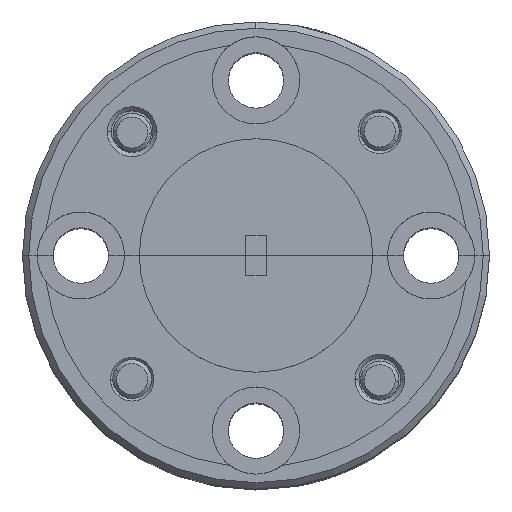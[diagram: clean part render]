
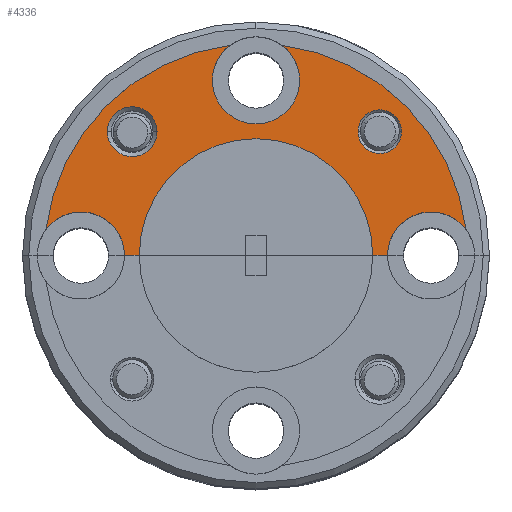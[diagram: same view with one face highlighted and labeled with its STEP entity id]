
A CAD part, top view. The second image highlights one B-rep face of the part: STEP entity #4336.
In plain terms, the highlighted planar face has unit normal (0, 0, 1).
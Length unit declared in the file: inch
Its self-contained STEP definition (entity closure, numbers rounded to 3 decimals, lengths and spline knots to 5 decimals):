
#96 = EDGE_CURVE ( 'NONE', #8818, #4621, #6963, .T. ) ;
#368 = AXIS2_PLACEMENT_3D ( 'NONE', #11986, #14181, #12913 ) ;
#374 = CIRCLE ( 'NONE', #8370, 0.035 ) ;
#512 = CARTESIAN_POINT ( 'NONE',  ( 0.19887, 0.19887, -0.02 ) ) ;
#591 = DIRECTION ( 'NONE',  ( 0., 0., 1. ) ) ;
#751 = DIRECTION ( 'NONE',  ( 0., 0., 1. ) ) ;
#796 = AXIS2_PLACEMENT_3D ( 'NONE', #12794, #9547, #1894 ) ;
#871 = VERTEX_POINT ( 'NONE', #1483 ) ;
#1195 = PLANE ( 'NONE',  #6776 ) ;
#1286 = EDGE_CURVE ( 'NONE', #3038, #11634, #374, .T. ) ;
#1311 = ORIENTED_EDGE ( 'NONE', *, *, #6991, .F. ) ;
#1324 = EDGE_CURVE ( 'NONE', #11777, #5405, #5855, .T. ) ;
#1483 = CARTESIAN_POINT ( 'NONE',  ( -0.15887, 0.19887, -0.02 ) ) ;
#1556 = ORIENTED_EDGE ( 'NONE', *, *, #96, .F. ) ;
#1612 = ORIENTED_EDGE ( 'NONE', *, *, #3715, .F. ) ;
#1635 = CIRCLE ( 'NONE', #13308, 0.1875 ) ;
#1676 = CARTESIAN_POINT ( 'NONE',  ( 0.23387, 0.19887, -0.02 ) ) ;
#1886 = ORIENTED_EDGE ( 'NONE', *, *, #4640, .F. ) ;
#1894 = DIRECTION ( 'NONE',  ( 1., 0., 0. ) ) ;
#2000 = CARTESIAN_POINT ( 'NONE',  ( -0.375, 0., -0.02 ) ) ;
#2252 = ORIENTED_EDGE ( 'NONE', *, *, #11838, .F. ) ;
#2590 = VECTOR ( 'NONE', #10946, 39.37008 ) ;
#2598 = ORIENTED_EDGE ( 'NONE', *, *, #7732, .T. ) ;
#2611 = VECTOR ( 'NONE', #8879, 39.37008 ) ;
#2864 = CARTESIAN_POINT ( 'NONE',  ( 0.16387, 0.19887, -0.02 ) ) ;
#2917 = CARTESIAN_POINT ( 'NONE',  ( 0.1875, 0., -0.02 ) ) ;
#3038 = VERTEX_POINT ( 'NONE', #2864 ) ;
#3196 = DIRECTION ( 'NONE',  ( 1., 0., 0. ) ) ;
#3328 = ORIENTED_EDGE ( 'NONE', *, *, #13447, .T. ) ;
#3652 = VERTEX_POINT ( 'NONE', #2917 ) ;
#3715 = EDGE_CURVE ( 'NONE', #3652, #7771, #1635, .T. ) ;
#3881 = EDGE_LOOP ( 'NONE', ( #7439, #1311 ) ) ;
#4059 = DIRECTION ( 'NONE',  ( 1., 0., 0. ) ) ;
#4061 = CARTESIAN_POINT ( 'NONE',  ( 0.33743, 0.04177, -0.02 ) ) ;
#4077 = EDGE_CURVE ( 'NONE', #871, #9817, #5614, .T. ) ;
#4333 = CARTESIAN_POINT ( 'NONE',  ( -0.23887, 0.19887, -0.02 ) ) ;
#4336 = ADVANCED_FACE ( 'NONE', ( #7064, #4934, #13674 ), #1195, .T. ) ;
#4363 = DIRECTION ( 'NONE',  ( 1., 0., 0. ) ) ;
#4433 = CARTESIAN_POINT ( 'NONE',  ( -0.1875, 0., -0.02 ) ) ;
#4621 = VERTEX_POINT ( 'NONE', #8340 ) ;
#4640 = EDGE_CURVE ( 'NONE', #12858, #9829, #11686, .T. ) ;
#4745 = CARTESIAN_POINT ( 'NONE',  ( 0., 0.28125, -0.02 ) ) ;
#4746 = DIRECTION ( 'NONE',  ( 0., 0., 1. ) ) ;
#4783 = CARTESIAN_POINT ( 'NONE',  ( 0.19887, 0.19887, -0.02 ) ) ;
#4934 = FACE_BOUND ( 'NONE', #10719, .T. ) ;
#4979 = CARTESIAN_POINT ( 'NONE',  ( -0.19887, 0.19887, -0.02 ) ) ;
#5117 = AXIS2_PLACEMENT_3D ( 'NONE', #10185, #5795, #10323 ) ;
#5296 = CARTESIAN_POINT ( 'NONE',  ( 0.07, 0.28125, -0.02 ) ) ;
#5369 = CIRCLE ( 'NONE', #13838, 0.035 ) ;
#5405 = VERTEX_POINT ( 'NONE', #9236 ) ;
#5466 = CARTESIAN_POINT ( 'NONE',  ( -0.07, 0.28125, -0.02 ) ) ;
#5614 = CIRCLE ( 'NONE', #368, 0.04 ) ;
#5762 = CARTESIAN_POINT ( 'NONE',  ( -0.04177, 0.33743, -0.02 ) ) ;
#5779 = EDGE_LOOP ( 'NONE', ( #1556, #3328, #11786, #2252, #12607, #2598, #1886, #8278, #1612, #7541 ) ) ;
#5795 = DIRECTION ( 'NONE',  ( 0., 0., 1. ) ) ;
#5855 = CIRCLE ( 'NONE', #13866, 0.07 ) ;
#5871 = VERTEX_POINT ( 'NONE', #5466 ) ;
#5878 = DIRECTION ( 'NONE',  ( 1., 0., 0. ) ) ;
#5948 = DIRECTION ( 'NONE',  ( 0., 0., 1. ) ) ;
#6018 = CIRCLE ( 'NONE', #12443, 0.07 ) ;
#6025 = CIRCLE ( 'NONE', #5117, 0.34 ) ;
#6601 = CARTESIAN_POINT ( 'NONE',  ( -0.33743, 0.04177, -0.02 ) ) ;
#6776 = AXIS2_PLACEMENT_3D ( 'NONE', #7854, #13524, #7776 ) ;
#6856 = AXIS2_PLACEMENT_3D ( 'NONE', #13859, #751, #4059 ) ;
#6906 = EDGE_CURVE ( 'NONE', #7771, #12858, #13101, .T. ) ;
#6920 = DIRECTION ( 'NONE',  ( 1., 0., 0. ) ) ;
#6963 = CIRCLE ( 'NONE', #796, 0.07 ) ;
#6991 = EDGE_CURVE ( 'NONE', #9817, #871, #10587, .T. ) ;
#7023 = DIRECTION ( 'NONE',  ( 1., 0., 0. ) ) ;
#7064 = FACE_BOUND ( 'NONE', #3881, .T. ) ;
#7264 = EDGE_CURVE ( 'NONE', #9414, #5871, #6018, .T. ) ;
#7439 = ORIENTED_EDGE ( 'NONE', *, *, #4077, .F. ) ;
#7460 = DIRECTION ( 'NONE',  ( 0., 0., 1. ) ) ;
#7541 = ORIENTED_EDGE ( 'NONE', *, *, #13356, .F. ) ;
#7732 = EDGE_CURVE ( 'NONE', #9414, #9829, #12238, .T. ) ;
#7771 = VERTEX_POINT ( 'NONE', #4433 ) ;
#7776 = DIRECTION ( 'NONE',  ( 1., 0., 0. ) ) ;
#7854 = CARTESIAN_POINT ( 'NONE',  ( 0., 0., -0.02 ) ) ;
#7865 = AXIS2_PLACEMENT_3D ( 'NONE', #13107, #10738, #4363 ) ;
#7937 = DIRECTION ( 'NONE',  ( 0., 0., 1. ) ) ;
#7960 = DIRECTION ( 'NONE',  ( 0., 0., 1. ) ) ;
#8278 = ORIENTED_EDGE ( 'NONE', *, *, #6906, .F. ) ;
#8340 = CARTESIAN_POINT ( 'NONE',  ( 0.21125, 0., -0.02 ) ) ;
#8370 = AXIS2_PLACEMENT_3D ( 'NONE', #512, #5948, #10338 ) ;
#8529 = CARTESIAN_POINT ( 'NONE',  ( 0., 0.28125, -0.02 ) ) ;
#8818 = VERTEX_POINT ( 'NONE', #4061 ) ;
#8879 = DIRECTION ( 'NONE',  ( -1., 0., 0. ) ) ;
#9168 = AXIS2_PLACEMENT_3D ( 'NONE', #8529, #7460, #11917 ) ;
#9236 = CARTESIAN_POINT ( 'NONE',  ( 0.04177, 0.33742, -0.02 ) ) ;
#9414 = VERTEX_POINT ( 'NONE', #5762 ) ;
#9547 = DIRECTION ( 'NONE',  ( 0., 0., 1. ) ) ;
#9586 = CARTESIAN_POINT ( 'NONE',  ( -0.21125, 0., -0.02 ) ) ;
#9817 = VERTEX_POINT ( 'NONE', #4333 ) ;
#9829 = VERTEX_POINT ( 'NONE', #6601 ) ;
#10185 = CARTESIAN_POINT ( 'NONE',  ( 0., 0., -0.02 ) ) ;
#10304 = DIRECTION ( 'NONE',  ( 1., 0., 0. ) ) ;
#10323 = DIRECTION ( 'NONE',  ( 1., 0., 0. ) ) ;
#10338 = DIRECTION ( 'NONE',  ( 1., 0., 0. ) ) ;
#10587 = CIRCLE ( 'NONE', #12435, 0.04 ) ;
#10719 = EDGE_LOOP ( 'NONE', ( #13940, #10924 ) ) ;
#10724 = EDGE_CURVE ( 'NONE', #11634, #3038, #5369, .T. ) ;
#10738 = DIRECTION ( 'NONE',  ( 0., 0., 1. ) ) ;
#10924 = ORIENTED_EDGE ( 'NONE', *, *, #1286, .F. ) ;
#10946 = DIRECTION ( 'NONE',  ( -1., 0., 0. ) ) ;
#11634 = VERTEX_POINT ( 'NONE', #1676 ) ;
#11654 = DIRECTION ( 'NONE',  ( 0., 0., 1. ) ) ;
#11686 = CIRCLE ( 'NONE', #6856, 0.07 ) ;
#11777 = VERTEX_POINT ( 'NONE', #5296 ) ;
#11786 = ORIENTED_EDGE ( 'NONE', *, *, #1324, .F. ) ;
#11838 = EDGE_CURVE ( 'NONE', #5871, #11777, #12210, .T. ) ;
#11917 = DIRECTION ( 'NONE',  ( 1., 0., 0. ) ) ;
#11986 = CARTESIAN_POINT ( 'NONE',  ( -0.19887, 0.19887, -0.02 ) ) ;
#12070 = LINE ( 'NONE', #14184, #2611 ) ;
#12210 = CIRCLE ( 'NONE', #9168, 0.07 ) ;
#12238 = CIRCLE ( 'NONE', #7865, 0.34 ) ;
#12296 = CARTESIAN_POINT ( 'NONE',  ( 0., 0., -0.02 ) ) ;
#12435 = AXIS2_PLACEMENT_3D ( 'NONE', #4979, #11654, #10304 ) ;
#12443 = AXIS2_PLACEMENT_3D ( 'NONE', #4745, #7960, #5878 ) ;
#12607 = ORIENTED_EDGE ( 'NONE', *, *, #7264, .F. ) ;
#12794 = CARTESIAN_POINT ( 'NONE',  ( 0.28125, 0., -0.02 ) ) ;
#12858 = VERTEX_POINT ( 'NONE', #9586 ) ;
#12913 = DIRECTION ( 'NONE',  ( 1., 0., 0. ) ) ;
#13101 = LINE ( 'NONE', #2000, #2590 ) ;
#13107 = CARTESIAN_POINT ( 'NONE',  ( 0., 0., -0.02 ) ) ;
#13308 = AXIS2_PLACEMENT_3D ( 'NONE', #12296, #4746, #3196 ) ;
#13356 = EDGE_CURVE ( 'NONE', #4621, #3652, #12070, .T. ) ;
#13447 = EDGE_CURVE ( 'NONE', #8818, #5405, #6025, .T. ) ;
#13524 = DIRECTION ( 'NONE',  ( 0., 0., 1. ) ) ;
#13565 = CARTESIAN_POINT ( 'NONE',  ( 0., 0.28125, -0.02 ) ) ;
#13674 = FACE_OUTER_BOUND ( 'NONE', #5779, .T. ) ;
#13838 = AXIS2_PLACEMENT_3D ( 'NONE', #4783, #7937, #6920 ) ;
#13859 = CARTESIAN_POINT ( 'NONE',  ( -0.28125, 0., -0.02 ) ) ;
#13866 = AXIS2_PLACEMENT_3D ( 'NONE', #13565, #591, #7023 ) ;
#13940 = ORIENTED_EDGE ( 'NONE', *, *, #10724, .F. ) ;
#14181 = DIRECTION ( 'NONE',  ( 0., 0., 1. ) ) ;
#14184 = CARTESIAN_POINT ( 'NONE',  ( -0.375, 0., -0.02 ) ) ;
